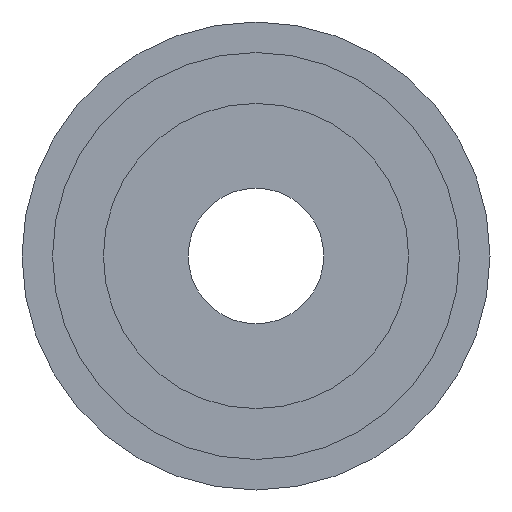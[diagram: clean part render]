
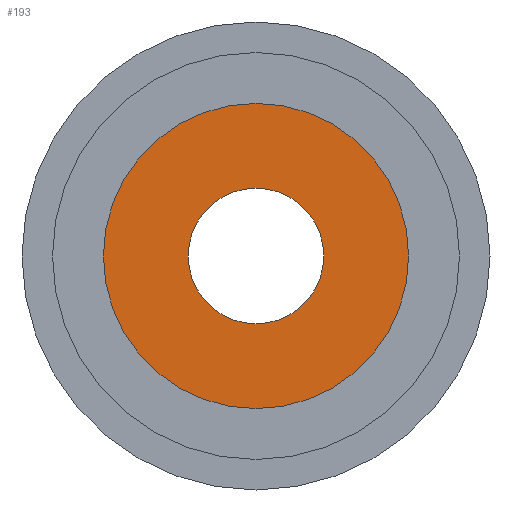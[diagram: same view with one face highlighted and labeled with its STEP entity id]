
A CAD part, front view. The second image highlights one B-rep face of the part: STEP entity #193.
In plain terms, the highlighted planar face has unit normal (0, -1, 0).
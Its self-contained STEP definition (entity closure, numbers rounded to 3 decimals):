
#2 = ORIENTED_EDGE ( 'NONE', *, *, #187, .F. ) ;
#85 = CARTESIAN_POINT ( 'NONE',  ( 0., 0., -1. ) ) ;
#106 = ORIENTED_EDGE ( 'NONE', *, *, #292, .F. ) ;
#116 = AXIS2_PLACEMENT_3D ( 'NONE', #533, #486, #217 ) ;
#125 = CARTESIAN_POINT ( 'NONE',  ( 0., 0., 0. ) ) ;
#138 = EDGE_LOOP ( 'NONE', ( #367, #477 ) ) ;
#144 = EDGE_LOOP ( 'NONE', ( #2, #106 ) ) ;
#153 = EDGE_CURVE ( 'NONE', #379, #308, #184, .T. ) ;
#169 = AXIS2_PLACEMENT_3D ( 'NONE', #483, #211, #534 ) ;
#170 = DIRECTION ( 'NONE',  ( 0., -1., 0. ) ) ;
#172 = VERTEX_POINT ( 'NONE', #85 ) ;
#174 = CIRCLE ( 'NONE', #564, 1. ) ;
#175 = DIRECTION ( 'NONE',  ( 0., 0., -1. ) ) ;
#184 = CIRCLE ( 'NONE', #503, 2.25 ) ;
#187 = EDGE_CURVE ( 'NONE', #172, #343, #174, .T. ) ;
#193 = ADVANCED_FACE ( 'NONE', ( #278, #522 ), #402, .F. ) ;
#211 = DIRECTION ( 'NONE',  ( 0., -1., 0. ) ) ;
#217 = DIRECTION ( 'NONE',  ( 0., 0., 1. ) ) ;
#226 = DIRECTION ( 'NONE',  ( 0., -1., 0. ) ) ;
#269 = CARTESIAN_POINT ( 'NONE',  ( 0., 0., -2.25 ) ) ;
#278 = FACE_BOUND ( 'NONE', #144, .T. ) ;
#292 = EDGE_CURVE ( 'NONE', #343, #172, #518, .T. ) ;
#308 = VERTEX_POINT ( 'NONE', #437 ) ;
#343 = VERTEX_POINT ( 'NONE', #403 ) ;
#367 = ORIENTED_EDGE ( 'NONE', *, *, #153, .T. ) ;
#379 = VERTEX_POINT ( 'NONE', #269 ) ;
#389 = AXIS2_PLACEMENT_3D ( 'NONE', #125, #455, #175 ) ;
#402 = PLANE ( 'NONE',  #116 ) ;
#403 = CARTESIAN_POINT ( 'NONE',  ( 0., 0., 1. ) ) ;
#413 = CIRCLE ( 'NONE', #389, 2.25 ) ;
#437 = CARTESIAN_POINT ( 'NONE',  ( 0., 0., 2.25 ) ) ;
#449 = CARTESIAN_POINT ( 'NONE',  ( 0., 0., 0. ) ) ;
#455 = DIRECTION ( 'NONE',  ( 0., -1., 0. ) ) ;
#474 = EDGE_CURVE ( 'NONE', #308, #379, #413, .T. ) ;
#477 = ORIENTED_EDGE ( 'NONE', *, *, #474, .T. ) ;
#483 = CARTESIAN_POINT ( 'NONE',  ( 0., 0., 0. ) ) ;
#486 = DIRECTION ( 'NONE',  ( 0., 1., 0. ) ) ;
#493 = CARTESIAN_POINT ( 'NONE',  ( 0., 0., 0. ) ) ;
#495 = DIRECTION ( 'NONE',  ( 0., 0., -1. ) ) ;
#503 = AXIS2_PLACEMENT_3D ( 'NONE', #493, #226, #544 ) ;
#518 = CIRCLE ( 'NONE', #169, 1. ) ;
#522 = FACE_OUTER_BOUND ( 'NONE', #138, .T. ) ;
#533 = CARTESIAN_POINT ( 'NONE',  ( -1., 0., 0. ) ) ;
#534 = DIRECTION ( 'NONE',  ( 0., 0., -1. ) ) ;
#544 = DIRECTION ( 'NONE',  ( 0., 0., -1. ) ) ;
#564 = AXIS2_PLACEMENT_3D ( 'NONE', #449, #170, #495 ) ;
